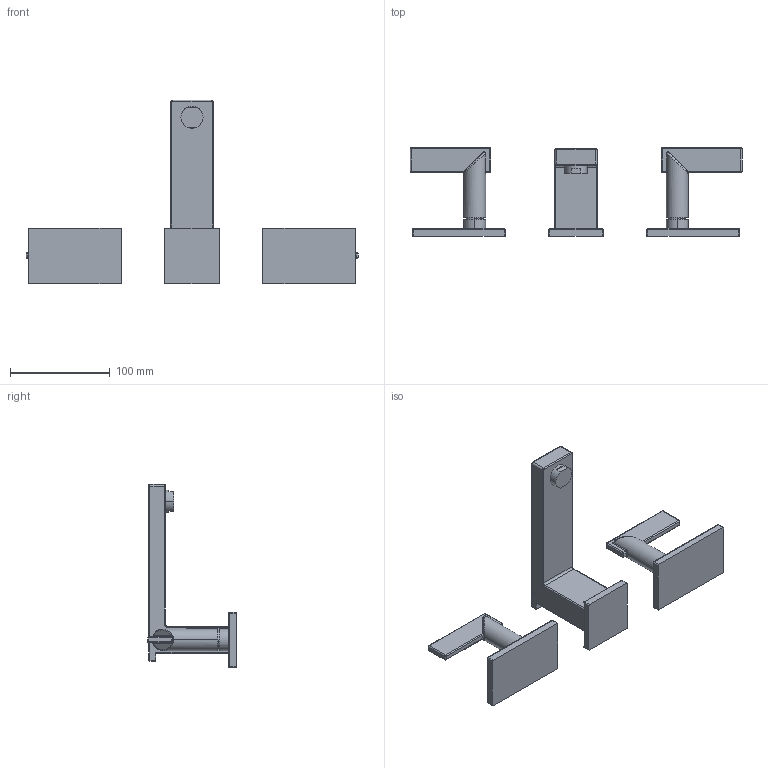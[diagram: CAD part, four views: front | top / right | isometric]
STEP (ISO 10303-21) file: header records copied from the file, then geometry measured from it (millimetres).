
FILE_DESCRIPTION((''),'2;1');
FILE_NAME('2540','2020-11-27T13:51:08',('jinson.thomas'),(''),'CREO PARAMETRIC BY PTC INC, 2018400','CREO PARAMETRIC BY PTC INC, 2018400','');
FILE_SCHEMA(('CONFIG_CONTROL_DESIGN'));
Length unit declared in the file: inch
Products named in the file (1): 2540
Bounding box: 333.25 x 89.15 x 184.07 mm (x, y, z)
Volume: 375877.9 mm3; surface area: 80691.4 mm2
Topology: 3 solids, 3 shells, 214 faces, 516 edges, 286 vertices
Faces by surface type: cylinder 92, plane 58, sphere 30, bspline 28, torus 6
Entity records: 7539 total; most frequent: CARTESIAN_POINT 2803, DIRECTION 1004, ORIENTED_EDGE 972, EDGE_CURVE 486, AXIS2_PLACEMENT_3D 398, VERTEX_POINT 286, EDGE_LOOP 222, FACE_OUTER_BOUND 214
